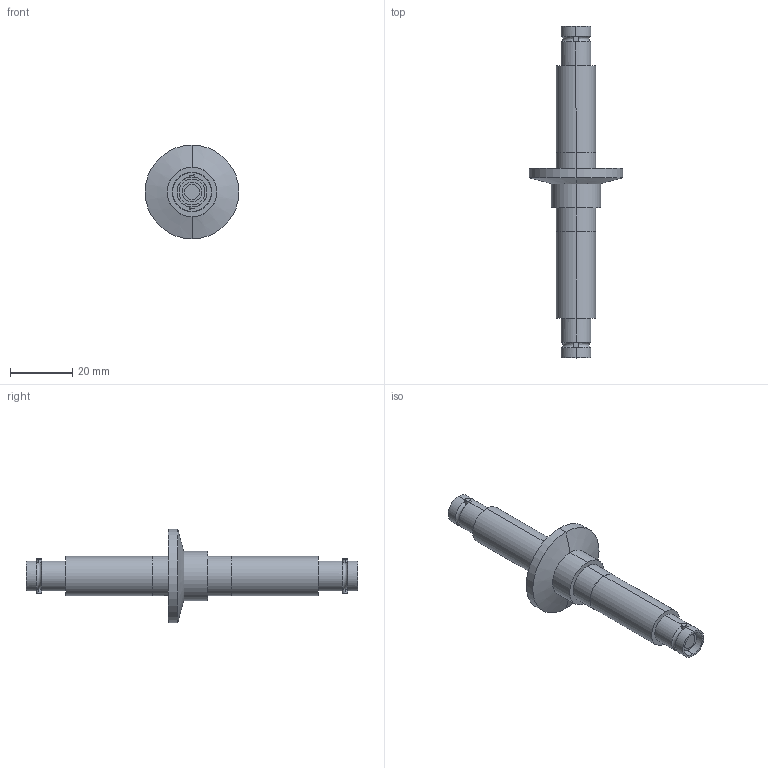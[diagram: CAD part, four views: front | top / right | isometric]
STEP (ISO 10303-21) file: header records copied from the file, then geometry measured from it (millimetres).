
FILE_DESCRIPTION (( 'STEP AP214' ), '1' );
FILE_NAME ('241-SHVD-K16_01.STEP', '2025-04-28T09:56:12', ( '' ), ( '' ), 'SwSTEP 2.0', 'SolidWorks 2022', '' );
FILE_SCHEMA (( 'AUTOMOTIVE_DESIGN' ));
Length unit declared in the file: millimetre
Products named in the file (3): 241-SHVD-K16_01; 241-SHVD; 9241-SHVD-K16_431-KF16-B
Assembly tree (2 placements, depth 2):
  241-SHVD-K16_01
    9241-SHVD-K16_431-KF16-B
    241-SHVD
Bounding box: 30.1 x 106.68 x 30.1 mm (x, y, z)
Volume: 13265.6 mm3; surface area: 9701.2 mm2
Topology: 6 solids, 6 shells, 83 faces, 182 edges, 122 vertices
Faces by surface type: cylinder 48, plane 29, bspline 4, cone 2
Entity records: 2916 total; most frequent: CARTESIAN_POINT 950, DIRECTION 388, ORIENTED_EDGE 364, EDGE_CURVE 182, AXIS2_PLACEMENT_3D 168, VERTEX_POINT 122, EDGE_LOOP 96, CIRCLE 84
